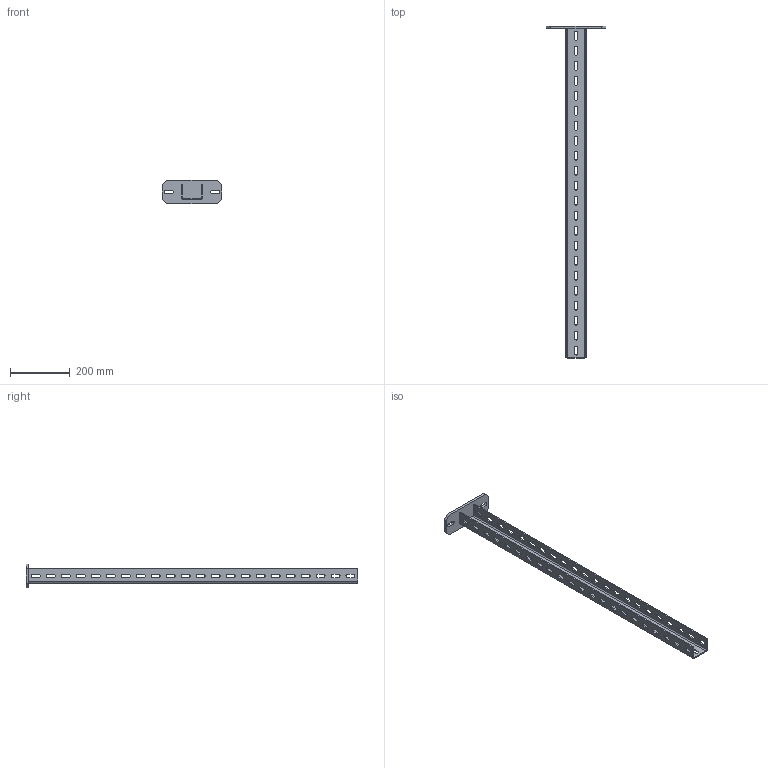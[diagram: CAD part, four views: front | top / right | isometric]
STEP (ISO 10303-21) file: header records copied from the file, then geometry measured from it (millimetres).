
FILE_DESCRIPTION((''),'2;1');
FILE_NAME('721411_ASM','2018-12-11T11:43:06',('tomasz.grudniewski'),(''),'CREO PARAMETRIC BY PTC INC, 2018260','CREO PARAMETRIC BY PTC INC, 2018260','');
FILE_SCHEMA(('CONFIG_CONTROL_DESIGN'));
Length unit declared in the file: millimetre
Products named in the file (3): PODSTAWA_80X200_G8_PRT; 70X50X1100_PRT; 721411_ASM
Assembly tree (2 placements, depth 2):
  721411_ASM
    PODSTAWA_80X200_G8_PRT
    70X50X1100_PRT
Bounding box: 200 x 1108 x 80 mm (x, y, z)
Volume: 715493 mm3; surface area: 363270.4 mm2
Topology: 2 solids, 2 shells, 304 faces, 884 edges, 584 vertices
Faces by surface type: plane 164, cylinder 140
Entity records: 10440 total; most frequent: DIRECTION 1782, CARTESIAN_POINT 1777, ORIENTED_EDGE 1768, EDGE_CURVE 884, VECTOR 604, LINE 604, AXIS2_PLACEMENT_3D 589, VERTEX_POINT 584
